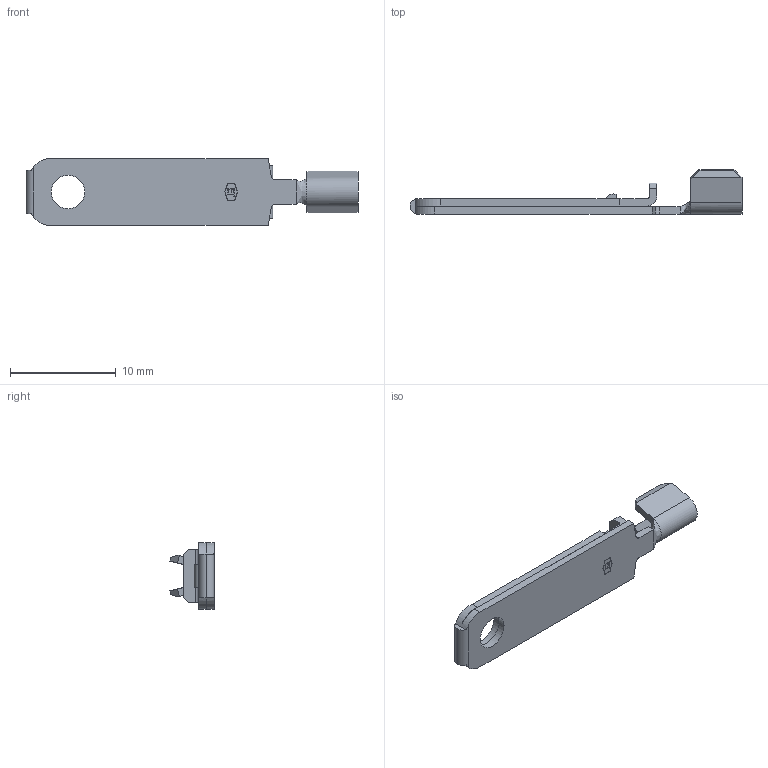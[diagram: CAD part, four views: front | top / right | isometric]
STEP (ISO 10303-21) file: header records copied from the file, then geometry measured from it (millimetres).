
FILE_DESCRIPTION (( 'STEP AP203' ), '1' );
FILE_NAME ('14222.STEP', '2015-02-23T19:29:57', ( '' ), ( '' ), 'SwSTEP 2.0', 'SolidWorks 2014', '' );
FILE_SCHEMA (( 'CONFIG_CONTROL_DESIGN' ));
Length unit declared in the file: inch
Products named in the file (1): 14222
Bounding box: 31.34 x 4.19 x 6.32 mm (x, y, z)
Volume: 225.5 mm3; surface area: 753.7 mm2
Topology: 1 solids, 1 shells, 171 faces, 447 edges, 284 vertices
Faces by surface type: plane 130, cylinder 26, cone 9, bspline 6
Entity records: 5543 total; most frequent: CARTESIAN_POINT 1295, ORIENTED_EDGE 894, DIRECTION 804, EDGE_CURVE 447, LINE 370, VECTOR 370, VERTEX_POINT 284, AXIS2_PLACEMENT_3D 217
